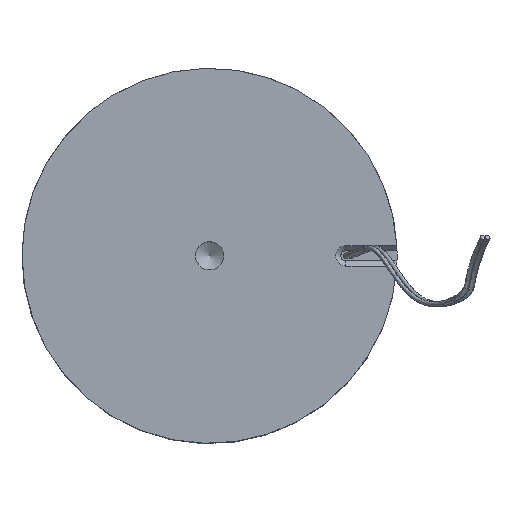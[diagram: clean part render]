
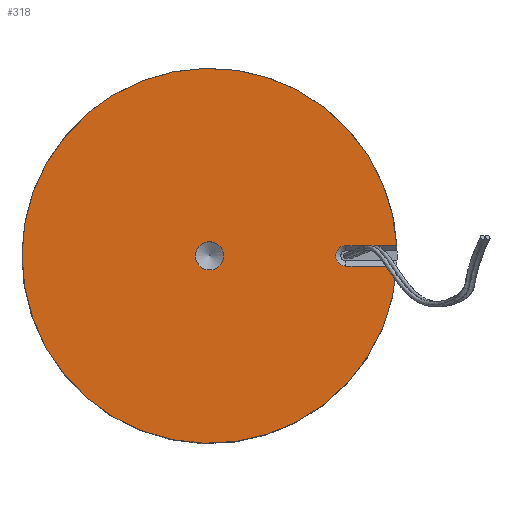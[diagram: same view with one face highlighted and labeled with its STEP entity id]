
A CAD part, top view. The second image highlights one B-rep face of the part: STEP entity #318.
In plain terms, the highlighted planar face has unit normal (0, 0, 1).
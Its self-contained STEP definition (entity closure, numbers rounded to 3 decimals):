
#33=FACE_BOUND('',#100,.T.);
#55=CIRCLE('',#350,1.5);
#56=CIRCLE('',#354,27.5);
#57=CIRCLE('',#355,2.067);
#76=FACE_OUTER_BOUND('',#99,.T.);
#99=EDGE_LOOP('',(#234,#235,#236,#237));
#100=EDGE_LOOP('',(#238));
#132=LINE('',#490,#139);
#137=LINE('',#505,#144);
#139=VECTOR('',#395,10.);
#144=VECTOR('',#410,10.);
#154=VERTEX_POINT('',#487);
#155=VERTEX_POINT('',#489);
#157=VERTEX_POINT('',#495);
#159=VERTEX_POINT('',#501);
#161=VERTEX_POINT('',#508);
#183=EDGE_CURVE('',#154,#155,#132,.T.);
#188=EDGE_CURVE('',#155,#157,#55,.T.);
#191=EDGE_CURVE('',#157,#159,#137,.T.);
#192=EDGE_CURVE('',#159,#154,#56,.T.);
#193=EDGE_CURVE('',#161,#161,#57,.T.);
#234=ORIENTED_EDGE('',*,*,#191,.F.);
#235=ORIENTED_EDGE('',*,*,#188,.F.);
#236=ORIENTED_EDGE('',*,*,#183,.F.);
#237=ORIENTED_EDGE('',*,*,#192,.F.);
#238=ORIENTED_EDGE('',*,*,#193,.T.);
#306=PLANE('',#353);
#318=ADVANCED_FACE('',(#76,#33),#306,.F.);
#350=AXIS2_PLACEMENT_3D('',#499,#403,#404);
#353=AXIS2_PLACEMENT_3D('',#506,#411,#412);
#354=AXIS2_PLACEMENT_3D('',#507,#413,#414);
#355=AXIS2_PLACEMENT_3D('',#509,#415,#416);
#395=DIRECTION('',(-1.,0.,0.));
#403=DIRECTION('center_axis',(0.,0.,1.));
#404=DIRECTION('ref_axis',(0.,1.,0.));
#410=DIRECTION('',(1.,0.,0.));
#411=DIRECTION('center_axis',(0.,0.,-1.));
#412=DIRECTION('ref_axis',(-1.,0.,0.));
#413=DIRECTION('center_axis',(0.,0.,-1.));
#414=DIRECTION('ref_axis',(-1.,0.,0.));
#415=DIRECTION('center_axis',(0.,0.,-1.));
#416=DIRECTION('ref_axis',(1.,0.,0.));
#487=CARTESIAN_POINT('',(27.459,1.5,36.));
#489=CARTESIAN_POINT('',(20.,1.5,36.));
#490=CARTESIAN_POINT('',(13.745,1.5,36.));
#495=CARTESIAN_POINT('',(20.,-1.5,36.));
#499=CARTESIAN_POINT('Origin',(20.,0.,36.));
#501=CARTESIAN_POINT('',(27.459,-1.5,36.));
#505=CARTESIAN_POINT('',(10.,-1.5,36.));
#506=CARTESIAN_POINT('Origin',(0.,0.,36.));
#507=CARTESIAN_POINT('Origin',(0.,0.,36.));
#508=CARTESIAN_POINT('',(2.067,0.,36.));
#509=CARTESIAN_POINT('Origin',(0.,0.,
36.));
